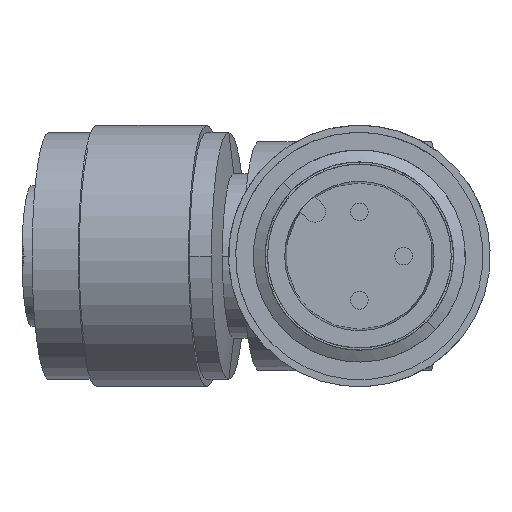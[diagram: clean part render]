
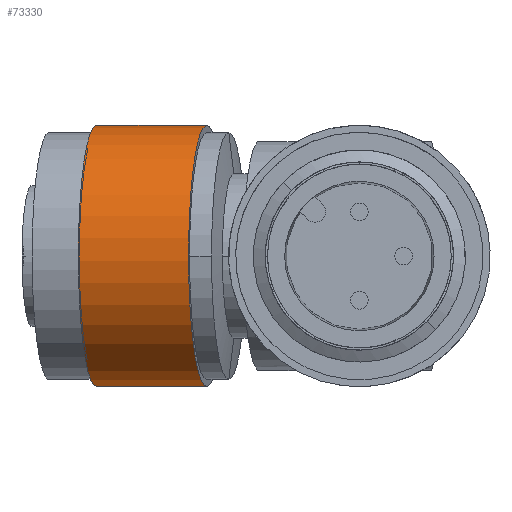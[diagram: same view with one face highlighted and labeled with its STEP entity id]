
A CAD part, left-side view. The second image highlights one B-rep face of the part: STEP entity #73330.
In plain terms, the highlighted cylindrical face has radius 7.4 mm (diameter 14.8 mm), a partial arc.
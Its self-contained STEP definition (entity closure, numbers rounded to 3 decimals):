
#72790=CARTESIAN_POINT('',(0.,8.635,
127.957));
#72800=DIRECTION('',(0.,0.99,
0.139));
#72810=DIRECTION('',(-0.999,0.005,
-0.035));
#72820=AXIS2_PLACEMENT_3D('',#72790,#72800,#72810);
#72830=CIRCLE('',#72820,7.4);
#72840=CARTESIAN_POINT('',(-7.395,8.671,
127.701));
#72850=VERTEX_POINT('',#72840);
#72860=CARTESIAN_POINT('',(7.395,8.599,
128.213));
#72870=VERTEX_POINT('',#72860);
#72900=EDGE_CURVE('',#72870,#72850,#72830,.T.);
#73020=CARTESIAN_POINT('',(0.,11.228,
128.321));
#73030=DIRECTION('',(0.,0.99,
0.139));
#73040=DIRECTION('',(-0.999,0.005,
-0.035));
#73050=AXIS2_PLACEMENT_3D('',#73020,#73030,#73040);
#73060=CYLINDRICAL_SURFACE('',#73050,7.4);
#73070=CARTESIAN_POINT('',(-7.395,11.264,
128.065));
#73080=DIRECTION('',(0.,0.99,
0.139));
#73090=VECTOR('',#73080,1.);
#73100=LINE('',#73070,#73090);
#73110=CARTESIAN_POINT('',(-7.395,14.91,
128.578));
#73120=VERTEX_POINT('',#73110);
#73130=EDGE_CURVE('',#72850,#73120,#73100,.T.);
#73140=ORIENTED_EDGE('',*,*,#73130,.T.);
#73150=ORIENTED_EDGE('',*,*,#72900,.T.);
#73160=CARTESIAN_POINT('',(7.395,11.192,
128.577));
#73170=DIRECTION('',(0.,0.99,
0.139));
#73180=VECTOR('',#73170,1.);
#73190=LINE('',#73160,#73180);
#73200=CARTESIAN_POINT('',(7.395,14.838,
129.089));
#73210=VERTEX_POINT('',#73200);
#73220=EDGE_CURVE('',#72870,#73210,#73190,.T.);
#73230=ORIENTED_EDGE('',*,*,#73220,.F.);
#73240=CARTESIAN_POINT('',(0.,14.874,
128.834));
#73250=DIRECTION('',(0.,0.99,
0.139));
#73260=DIRECTION('',(-0.999,0.005,
-0.035));
#73270=AXIS2_PLACEMENT_3D('',#73240,#73250,#73260);
#73280=CIRCLE('',#73270,7.4);
#73290=EDGE_CURVE('',#73210,#73120,#73280,.T.);
#73300=ORIENTED_EDGE('',*,*,#73290,.F.);
#73310=EDGE_LOOP('',(#73300,#73230,#73150,#73140));
#73320=FACE_OUTER_BOUND('',#73310,.T.);
#73330=ADVANCED_FACE('',(#73320),#73060,.T.);
